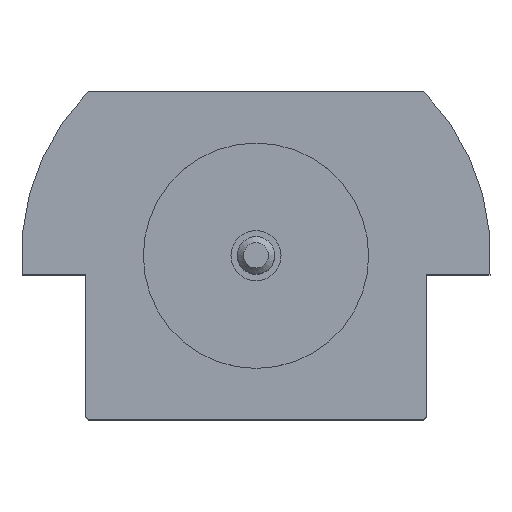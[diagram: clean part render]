
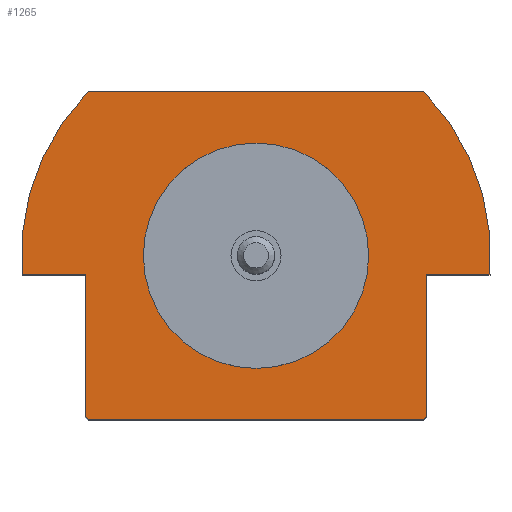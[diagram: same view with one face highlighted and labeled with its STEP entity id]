
A CAD part, top view. The second image highlights one B-rep face of the part: STEP entity #1265.
In plain terms, the highlighted planar face has unit normal (0, 0, 1).
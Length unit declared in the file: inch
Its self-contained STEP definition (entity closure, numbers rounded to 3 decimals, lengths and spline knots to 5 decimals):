
#10 = ORIENTED_EDGE ( 'NONE', *, *, #729, .T. ) ;
#25 = DIRECTION ( 'NONE',  ( 1., 0., 0. ) ) ;
#98 = DIRECTION ( 'NONE',  ( 1., 0., 0. ) ) ;
#166 = CIRCLE ( 'NONE', #1367, 0.1875 ) ;
#196 = ORIENTED_EDGE ( 'NONE', *, *, #1063, .T. ) ;
#201 = DIRECTION ( 'NONE',  ( 1., 0., 0. ) ) ;
#244 = CIRCLE ( 'NONE', #1990, 0.1875 ) ;
#277 = AXIS2_PLACEMENT_3D ( 'NONE', #1354, #1341, #1985 ) ;
#287 = EDGE_CURVE ( 'NONE', #1327, #1864, #1624, .T. ) ;
#304 = AXIS2_PLACEMENT_3D ( 'NONE', #1922, #411, #447 ) ;
#308 = DIRECTION ( 'NONE',  ( 1., 0., 0. ) ) ;
#326 = DIRECTION ( 'NONE',  ( 1., 0., 0. ) ) ;
#354 = CARTESIAN_POINT ( 'NONE',  ( 0.1365, -0.015, 0. ) ) ;
#374 = VERTEX_POINT ( 'NONE', #935 ) ;
#380 = ORIENTED_EDGE ( 'NONE', *, *, #1668, .T. ) ;
#396 = VERTEX_POINT ( 'NONE', #1781 ) ;
#411 = DIRECTION ( 'NONE',  ( 0., 0., 1. ) ) ;
#418 = VERTEX_POINT ( 'NONE', #581 ) ;
#421 = DIRECTION ( 'NONE',  ( -1., 0., 0. ) ) ;
#447 = DIRECTION ( 'NONE',  ( 1., 0., 0. ) ) ;
#451 = ORIENTED_EDGE ( 'NONE', *, *, #287, .T. ) ;
#484 = FACE_BOUND ( 'NONE', #981, .T. ) ;
#551 = ORIENTED_EDGE ( 'NONE', *, *, #1805, .F. ) ;
#579 = ORIENTED_EDGE ( 'NONE', *, *, #2056, .T. ) ;
#581 = CARTESIAN_POINT ( 'NONE',  ( -0.1869, -0.015, 0. ) ) ;
#605 = CARTESIAN_POINT ( 'NONE',  ( -0.1365, -0.015, 0. ) ) ;
#624 = CARTESIAN_POINT ( 'NONE',  ( 0., 0., 0. ) ) ;
#630 = ORIENTED_EDGE ( 'NONE', *, *, #1562, .T. ) ;
#631 = LINE ( 'NONE', #2110, #1349 ) ;
#648 = CARTESIAN_POINT ( 'NONE',  ( 0.1365, -0.12855, 0. ) ) ;
#729 = EDGE_CURVE ( 'NONE', #1864, #1274, #244, .T. ) ;
#759 = VERTEX_POINT ( 'NONE', #1289 ) ;
#794 = CIRCLE ( 'NONE', #1047, 0.1875 ) ;
#845 = CARTESIAN_POINT ( 'NONE',  ( 0.1365, -0.015, 0. ) ) ;
#868 = VECTOR ( 'NONE', #1688, 39.37008 ) ;
#879 = ORIENTED_EDGE ( 'NONE', *, *, #1436, .T. ) ;
#882 = CARTESIAN_POINT ( 'NONE',  ( 0.09, 0., 0. ) ) ;
#896 = VERTEX_POINT ( 'NONE', #882 ) ;
#907 = EDGE_CURVE ( 'NONE', #959, #1952, #166, .T. ) ;
#927 = CARTESIAN_POINT ( 'NONE',  ( -0.13415, 0.131, 0. ) ) ;
#934 = DIRECTION ( 'NONE',  ( 0., 0., 1. ) ) ;
#935 = CARTESIAN_POINT ( 'NONE',  ( -0.13415, 0.131, 0. ) ) ;
#945 = CARTESIAN_POINT ( 'NONE',  ( 0.1869, -0.015, 0. ) ) ;
#959 = VERTEX_POINT ( 'NONE', #1988 ) ;
#981 = EDGE_LOOP ( 'NONE', ( #551 ) ) ;
#1014 = LINE ( 'NONE', #354, #868 ) ;
#1019 = CARTESIAN_POINT ( 'NONE',  ( 0., 0., 0. ) ) ;
#1047 = AXIS2_PLACEMENT_3D ( 'NONE', #624, #934, #1094 ) ;
#1060 = CARTESIAN_POINT ( 'NONE',  ( -0.1869, -0.015, 0. ) ) ;
#1063 = EDGE_CURVE ( 'NONE', #374, #418, #794, .T. ) ;
#1076 = EDGE_CURVE ( 'NONE', #1952, #396, #631, .T. ) ;
#1094 = DIRECTION ( 'NONE',  ( 1., 0., 0. ) ) ;
#1190 = CIRCLE ( 'NONE', #304, 0.09 ) ;
#1226 = EDGE_LOOP ( 'NONE', ( #579, #630, #451, #10, #380, #196, #1769, #879, #1917, #1796 ) ) ;
#1265 = ADVANCED_FACE ( 'NONE', ( #484, #1655 ), #1324, .T. ) ;
#1274 = VERTEX_POINT ( 'NONE', #1403 ) ;
#1289 = CARTESIAN_POINT ( 'NONE',  ( -0.1365, -0.015, 0. ) ) ;
#1300 = CARTESIAN_POINT ( 'NONE',  ( 0., 0., 0. ) ) ;
#1324 = PLANE ( 'NONE',  #1707 ) ;
#1327 = VERTEX_POINT ( 'NONE', #1933 ) ;
#1341 = DIRECTION ( 'NONE',  ( 0., 0., 1. ) ) ;
#1349 = VECTOR ( 'NONE', #1770, 39.37008 ) ;
#1354 = CARTESIAN_POINT ( 'NONE',  ( 0., 0., 0. ) ) ;
#1367 = AXIS2_PLACEMENT_3D ( 'NONE', #1300, #1471, #201 ) ;
#1403 = CARTESIAN_POINT ( 'NONE',  ( 0.13415, 0.131, 0. ) ) ;
#1436 = EDGE_CURVE ( 'NONE', #759, #959, #2088, .T. ) ;
#1460 = VECTOR ( 'NONE', #326, 39.37008 ) ;
#1471 = DIRECTION ( 'NONE',  ( 0., 0., 1. ) ) ;
#1485 = DIRECTION ( 'NONE',  ( 0., 0., 1. ) ) ;
#1513 = VERTEX_POINT ( 'NONE', #648 ) ;
#1562 = EDGE_CURVE ( 'NONE', #1513, #1327, #1014, .T. ) ;
#1566 = VECTOR ( 'NONE', #421, 39.37008 ) ;
#1624 = LINE ( 'NONE', #845, #1460 ) ;
#1655 = FACE_OUTER_BOUND ( 'NONE', #1226, .T. ) ;
#1668 = EDGE_CURVE ( 'NONE', #1274, #374, #1901, .T. ) ;
#1688 = DIRECTION ( 'NONE',  ( 0., 1., 0. ) ) ;
#1707 = AXIS2_PLACEMENT_3D ( 'NONE', #1019, #1485, #25 ) ;
#1711 = EDGE_CURVE ( 'NONE', #418, #759, #2058, .T. ) ;
#1769 = ORIENTED_EDGE ( 'NONE', *, *, #1711, .T. ) ;
#1770 = DIRECTION ( 'NONE',  ( 1., 0., 0. ) ) ;
#1781 = CARTESIAN_POINT ( 'NONE',  ( 0.13415, -0.131, 0. ) ) ;
#1786 = DIRECTION ( 'NONE',  ( 0., 0., 1. ) ) ;
#1796 = ORIENTED_EDGE ( 'NONE', *, *, #1076, .T. ) ;
#1802 = VECTOR ( 'NONE', #98, 39.37008 ) ;
#1805 = EDGE_CURVE ( 'NONE', #896, #896, #1190, .T. ) ;
#1864 = VERTEX_POINT ( 'NONE', #945 ) ;
#1866 = CARTESIAN_POINT ( 'NONE',  ( -0.13415, -0.131, 0. ) ) ;
#1901 = LINE ( 'NONE', #927, #1566 ) ;
#1914 = DIRECTION ( 'NONE',  ( 0., -1., 0. ) ) ;
#1917 = ORIENTED_EDGE ( 'NONE', *, *, #907, .T. ) ;
#1920 = VECTOR ( 'NONE', #1914, 39.37008 ) ;
#1922 = CARTESIAN_POINT ( 'NONE',  ( 0., 0., 0. ) ) ;
#1933 = CARTESIAN_POINT ( 'NONE',  ( 0.1365, -0.015, 0. ) ) ;
#1952 = VERTEX_POINT ( 'NONE', #1866 ) ;
#1958 = CIRCLE ( 'NONE', #277, 0.1875 ) ;
#1985 = DIRECTION ( 'NONE',  ( 1., 0., 0. ) ) ;
#1988 = CARTESIAN_POINT ( 'NONE',  ( -0.1365, -0.12855, 0. ) ) ;
#1990 = AXIS2_PLACEMENT_3D ( 'NONE', #2078, #1786, #308 ) ;
#2056 = EDGE_CURVE ( 'NONE', #396, #1513, #1958, .T. ) ;
#2058 = LINE ( 'NONE', #1060, #1802 ) ;
#2078 = CARTESIAN_POINT ( 'NONE',  ( 0., 0., 0. ) ) ;
#2088 = LINE ( 'NONE', #605, #1920 ) ;
#2110 = CARTESIAN_POINT ( 'NONE',  ( -0.13415, -0.131, 0. ) ) ;
